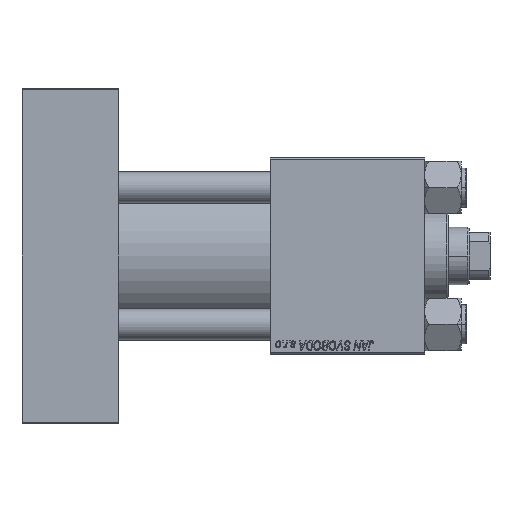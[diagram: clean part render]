
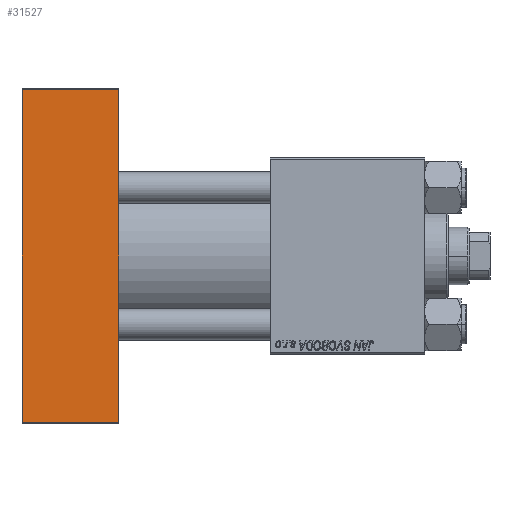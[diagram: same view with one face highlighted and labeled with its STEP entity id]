
A CAD part, front view. The second image highlights one B-rep face of the part: STEP entity #31527.
In plain terms, the highlighted planar face has unit normal (0, -1, 0).
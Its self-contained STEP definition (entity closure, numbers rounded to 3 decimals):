
#1475 = EDGE_CURVE ( 'NONE', #22098, #32619, #3682, .T. ) ;
#3081 = EDGE_CURVE ( 'NONE', #22098, #5544, #24661, .T. ) ;
#3682 = LINE ( 'NONE', #3925, #14783 ) ;
#3925 = CARTESIAN_POINT ( 'NONE',  ( 37., -37.5, 63.5 ) ) ;
#5544 = VERTEX_POINT ( 'NONE', #48637 ) ;
#7241 = DIRECTION ( 'NONE',  ( -1., 0., 0. ) ) ;
#9924 = ORIENTED_EDGE ( 'NONE', *, *, #1475, .T. ) ;
#12341 = CARTESIAN_POINT ( 'NONE',  ( 37., -37.5, 63.5 ) ) ;
#14709 = DIRECTION ( 'NONE',  ( 0., 0., -1. ) ) ;
#14783 = VECTOR ( 'NONE', #7241, 1000. ) ;
#15974 = ORIENTED_EDGE ( 'NONE', *, *, #28196, .T. ) ;
#17510 = CARTESIAN_POINT ( 'NONE',  ( 37., -37.5, -63.5 ) ) ;
#19608 = DIRECTION ( 'NONE',  ( 0., 0., 1. ) ) ;
#22035 = LINE ( 'NONE', #49435, #39784 ) ;
#22098 = VERTEX_POINT ( 'NONE', #12341 ) ;
#24661 = LINE ( 'NONE', #40132, #32638 ) ;
#25962 = AXIS2_PLACEMENT_3D ( 'NONE', #34330, #42179, #19608 ) ;
#28196 = EDGE_CURVE ( 'NONE', #49608, #5544, #40571, .T. ) ;
#31527 = ADVANCED_FACE ( 'NONE', ( #41939 ), #38860, .F. ) ;
#32619 = VERTEX_POINT ( 'NONE', #44697 ) ;
#32638 = VECTOR ( 'NONE', #48244, 1000. ) ;
#32959 = DIRECTION ( 'NONE',  ( 1., 0., 0. ) ) ;
#34330 = CARTESIAN_POINT ( 'NONE',  ( 37., -37.5, 64. ) ) ;
#34496 = EDGE_CURVE ( 'NONE', #32619, #49608, #22035, .T. ) ;
#37556 = ORIENTED_EDGE ( 'NONE', *, *, #34496, .T. ) ;
#38359 = CARTESIAN_POINT ( 'NONE',  ( 0., -37.5, -63.5 ) ) ;
#38860 = PLANE ( 'NONE',  #25962 ) ;
#39784 = VECTOR ( 'NONE', #14709, 1000. ) ;
#39889 = EDGE_LOOP ( 'NONE', ( #37556, #15974, #45498, #9924 ) ) ;
#40132 = CARTESIAN_POINT ( 'NONE',  ( 37., -37.5, 64. ) ) ;
#40571 = LINE ( 'NONE', #17510, #48630 ) ;
#41939 = FACE_OUTER_BOUND ( 'NONE', #39889, .T. ) ;
#42179 = DIRECTION ( 'NONE',  ( 0., 1., 0. ) ) ;
#44697 = CARTESIAN_POINT ( 'NONE',  ( 0., -37.5, 63.5 ) ) ;
#45498 = ORIENTED_EDGE ( 'NONE', *, *, #3081, .F. ) ;
#48244 = DIRECTION ( 'NONE',  ( 0., 0., -1. ) ) ;
#48630 = VECTOR ( 'NONE', #32959, 1000. ) ;
#48637 = CARTESIAN_POINT ( 'NONE',  ( 37., -37.5, -63.5 ) ) ;
#49435 = CARTESIAN_POINT ( 'NONE',  ( 0., -37.5, 64. ) ) ;
#49608 = VERTEX_POINT ( 'NONE', #38359 ) ;
